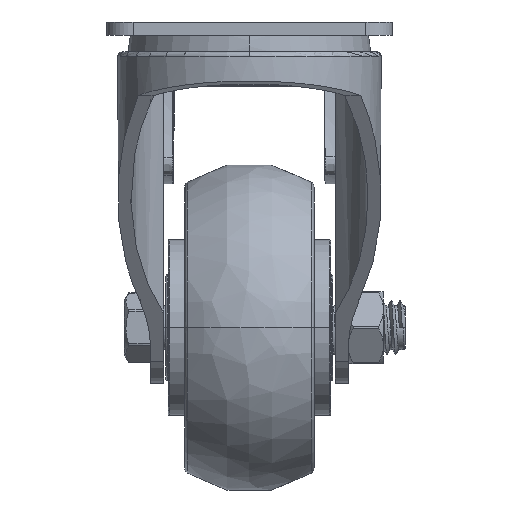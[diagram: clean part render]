
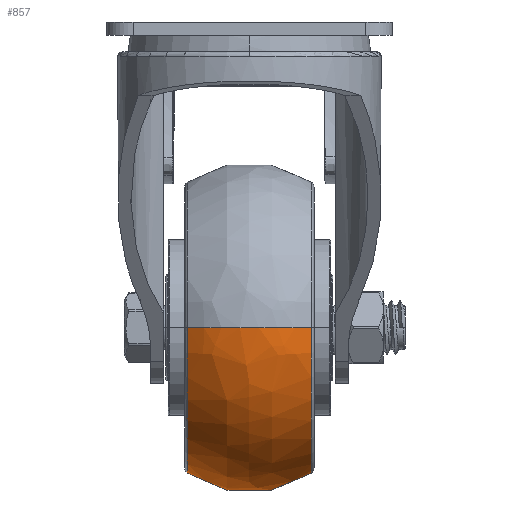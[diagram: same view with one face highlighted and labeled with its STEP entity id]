
A CAD part, left-side view. The second image highlights one B-rep face of the part: STEP entity #857.
In plain terms, the highlighted free-form (B-spline) face has degree [3, 3] with [7, 4] control points.
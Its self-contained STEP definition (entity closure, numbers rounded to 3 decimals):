
#268=CARTESIAN_POINT('',(0.,14.134,0.));
#269=DIRECTION('',(0.,1.,0.));
#270=DIRECTION('',(1.,0.,0.));
#271=AXIS2_PLACEMENT_3D('',#268,#269,#270);
#273=CARTESIAN_POINT('',(-12.57,0.,0.));
#274=DIRECTION('',(0.,0.,1.));
#275=DIRECTION('',(-0.824,0.567,0.));
#276=AXIS2_PLACEMENT_3D('',#273,#274,#275);
#278=CARTESIAN_POINT('',(0.,-14.134,0.));
#279=DIRECTION('',(0.,-1.,0.));
#280=DIRECTION('',(-1.,0.,0.));
#281=AXIS2_PLACEMENT_3D('',#278,#279,#280);
#283=CARTESIAN_POINT('',(12.57,0.,0.));
#284=DIRECTION('',(0.,0.,1.));
#285=DIRECTION('',(0.824,-0.567,0.));
#286=AXIS2_PLACEMENT_3D('',#283,#284,#285);
#375=CARTESIAN_POINT('',(-33.106,14.134,0.));
#376=CARTESIAN_POINT('',(33.106,14.134,0.));
#377=VERTEX_POINT('',#375);
#378=VERTEX_POINT('',#376);
#383=CARTESIAN_POINT('',(33.106,-14.134,0.));
#384=CARTESIAN_POINT('',(-33.106,-14.134,
0.));
#385=VERTEX_POINT('',#383);
#386=VERTEX_POINT('',#384);
#821=CARTESIAN_POINT('',(-32.695,14.625,2.057));
#822=CARTESIAN_POINT('',(-39.232,5.583,2.468));
#823=CARTESIAN_POINT('',(-39.232,-5.583,2.468));
#824=CARTESIAN_POINT('',(-32.695,-14.625,2.057));
#825=CARTESIAN_POINT('',(-33.961,14.625,-18.063));
#826=CARTESIAN_POINT('',(-40.751,5.583,-21.675));
#827=CARTESIAN_POINT('',(-40.751,-5.583,
-21.675));
#828=CARTESIAN_POINT('',(-33.961,-14.625,
-18.063));
#829=CARTESIAN_POINT('',(-20.16,14.625,-32.76));
#830=CARTESIAN_POINT('',(-24.191,5.583,-39.309));
#831=CARTESIAN_POINT('',(-24.191,-5.583,
-39.309));
#832=CARTESIAN_POINT('',(-20.16,-14.625,
-32.76));
#833=CARTESIAN_POINT('',(0.,14.625,
-32.76));
#834=CARTESIAN_POINT('',(0.,5.583,
-39.309));
#835=CARTESIAN_POINT('',(0.,-5.583,
-39.309));
#836=CARTESIAN_POINT('',(0.,-14.625,
-32.76));
#837=CARTESIAN_POINT('',(20.16,14.625,-32.76));
#838=CARTESIAN_POINT('',(24.191,5.583,-39.309));
#839=CARTESIAN_POINT('',(24.191,-5.583,-39.309));
#840=CARTESIAN_POINT('',(20.16,-14.625,-32.76));
#841=CARTESIAN_POINT('',(33.961,14.625,-18.063));
#842=CARTESIAN_POINT('',(40.751,5.583,-21.675));
#843=CARTESIAN_POINT('',(40.751,-5.583,-21.675));
#844=CARTESIAN_POINT('',(33.961,-14.625,-18.063));
#845=CARTESIAN_POINT('',(32.695,14.625,2.057));
#846=CARTESIAN_POINT('',(39.232,5.583,2.468));
#847=CARTESIAN_POINT('',(39.232,-5.583,2.468));
#848=CARTESIAN_POINT('',(32.695,-14.625,2.057));
#849=(BOUNDED_SURFACE()B_SPLINE_SURFACE(3,3,((#821,#822,#823,#824),(#825,#826,
#827,#828),(#829,#830,#831,#832),(#833,#834,#835,#836),(#837,#838,#839,#840),(
#841,#842,#843,#844),(#845,#846,#847,#848)),.UNSPECIFIED.,.F.,.F.,.F.)B_SPLINE_SURFACE_WITH_KNOTS((4,3,4),(4,4),(0.,1.,2.),(0.,1.),.UNSPECIFIED.)GEOMETRIC_REPRESENTATION_ITEM()RATIONAL_B_SPLINE_SURFACE(((1.312,
1.146,1.146,1.312),(1.036,
0.905,0.905,1.036),(1.036,
0.905,0.905,1.036),(1.312,
1.146,1.146,1.312),(1.036,
0.905,0.905,1.036),(1.036,
0.905,0.905,1.036),(1.312,
1.146,1.146,1.312)))REPRESENTATION_ITEM('')SURFACE());
#851=ORIENTED_EDGE('',*,*,#850,.T.);
#852=ORIENTED_EDGE('',*,*,#422,.T.);
#853=ORIENTED_EDGE('',*,*,#815,.T.);
#854=ORIENTED_EDGE('',*,*,#418,.T.);
#855=EDGE_LOOP('',(#851,#852,#853,#854));
#856=FACE_OUTER_BOUND('',#855,.F.);
#272=CIRCLE('',#271,33.106);
#277=CIRCLE('',#276,24.93);
#282=CIRCLE('',#281,33.106);
#287=CIRCLE('',#286,24.93);
#418=EDGE_CURVE('',#385,#378,#287,.T.);
#422=EDGE_CURVE('',#377,#386,#277,.T.);
#815=EDGE_CURVE('',#386,#385,#282,.T.);
#850=EDGE_CURVE('',#378,#377,#272,.T.);
#857=ADVANCED_FACE('',(#856),#849,.T.);
